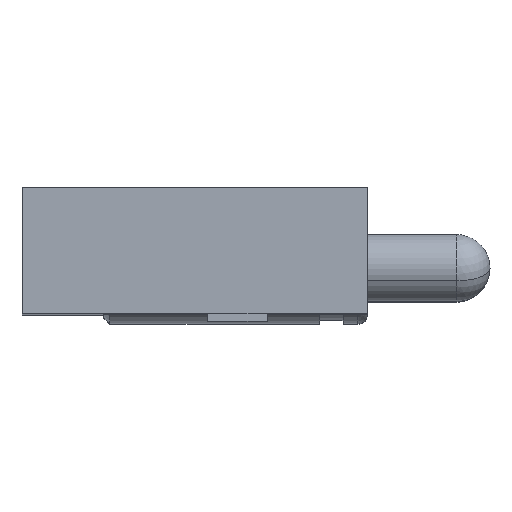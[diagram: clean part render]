
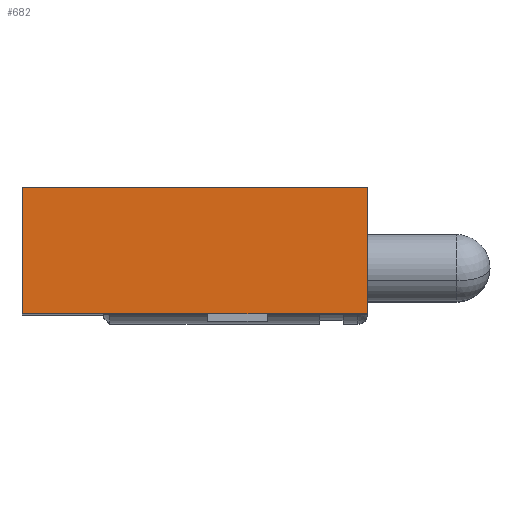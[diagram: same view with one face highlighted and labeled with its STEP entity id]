
A CAD part, top view. The second image highlights one B-rep face of the part: STEP entity #682.
In plain terms, the highlighted planar face has unit normal (0, 0, 1).
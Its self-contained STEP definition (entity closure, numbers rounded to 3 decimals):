
#48 = CARTESIAN_POINT ( 'NONE',  ( -4.65, 1.7, 4.95 ) ) ;
#92 = VECTOR ( 'NONE', #167, 1000. ) ;
#107 = CARTESIAN_POINT ( 'NONE',  ( -2.15, 0., 4.95 ) ) ;
#163 = PLANE ( 'NONE',  #1138 ) ;
#167 = DIRECTION ( 'NONE',  ( 0., -1., 0. ) ) ;
#183 = DIRECTION ( 'NONE',  ( -1., 0., 0. ) ) ;
#195 = CARTESIAN_POINT ( 'NONE',  ( -1.35, 0., 4.95 ) ) ;
#229 = EDGE_LOOP ( 'NONE', ( #308, #1610, #1275, #1157, #1113, #1190 ) ) ;
#243 = DIRECTION ( 'NONE',  ( 1., 0., 0. ) ) ;
#308 = ORIENTED_EDGE ( 'NONE', *, *, #909, .T. ) ;
#373 = CARTESIAN_POINT ( 'NONE',  ( 0., 0., 4.95 ) ) ;
#464 = VERTEX_POINT ( 'NONE', #1624 ) ;
#531 = CARTESIAN_POINT ( 'NONE',  ( 0., 1.7, 4.95 ) ) ;
#560 = DIRECTION ( 'NONE',  ( 1., 0., 0. ) ) ;
#591 = CARTESIAN_POINT ( 'NONE',  ( 0., 0., 4.95 ) ) ;
#635 = VERTEX_POINT ( 'NONE', #1153 ) ;
#662 = EDGE_CURVE ( 'NONE', #464, #1074, #1009, .T. ) ;
#668 = LINE ( 'NONE', #531, #1170 ) ;
#682 = ADVANCED_FACE ( 'NONE', ( #1583 ), #163, .F. ) ;
#710 = CARTESIAN_POINT ( 'NONE',  ( -4.65, 0., 4.95 ) ) ;
#743 = DIRECTION ( 'NONE',  ( -1., 0., 0. ) ) ;
#771 = LINE ( 'NONE', #1758, #875 ) ;
#839 = LINE ( 'NONE', #956, #1544 ) ;
#842 = EDGE_CURVE ( 'NONE', #1649, #635, #771, .T. ) ;
#875 = VECTOR ( 'NONE', #243, 1000. ) ;
#884 = CARTESIAN_POINT ( 'NONE',  ( -4.65, 0., 4.95 ) ) ;
#909 = EDGE_CURVE ( 'NONE', #635, #464, #668, .T. ) ;
#956 = CARTESIAN_POINT ( 'NONE',  ( 0., 0., 4.95 ) ) ;
#959 = EDGE_CURVE ( 'NONE', #1014, #1649, #839, .T. ) ;
#1009 = LINE ( 'NONE', #1017, #1569 ) ;
#1014 = VERTEX_POINT ( 'NONE', #107 ) ;
#1017 = CARTESIAN_POINT ( 'NONE',  ( -4.65, 1.7, 4.95 ) ) ;
#1073 = LINE ( 'NONE', #373, #1638 ) ;
#1074 = VERTEX_POINT ( 'NONE', #48 ) ;
#1113 = ORIENTED_EDGE ( 'NONE', *, *, #959, .T. ) ;
#1138 = AXIS2_PLACEMENT_3D ( 'NONE', #591, #1555, #183 ) ;
#1153 = CARTESIAN_POINT ( 'NONE',  ( 0., 0., 4.95 ) ) ;
#1157 = ORIENTED_EDGE ( 'NONE', *, *, #1209, .T. ) ;
#1170 = VECTOR ( 'NONE', #1404, 1000. ) ;
#1190 = ORIENTED_EDGE ( 'NONE', *, *, #842, .T. ) ;
#1209 = EDGE_CURVE ( 'NONE', #1764, #1014, #1073, .T. ) ;
#1275 = ORIENTED_EDGE ( 'NONE', *, *, #1525, .T. ) ;
#1404 = DIRECTION ( 'NONE',  ( 0., 1., 0. ) ) ;
#1468 = DIRECTION ( 'NONE',  ( 1., 0., 0. ) ) ;
#1525 = EDGE_CURVE ( 'NONE', #1074, #1764, #1577, .T. ) ;
#1544 = VECTOR ( 'NONE', #560, 1000. ) ;
#1555 = DIRECTION ( 'NONE',  ( 0., 0., -1. ) ) ;
#1569 = VECTOR ( 'NONE', #743, 1000. ) ;
#1577 = LINE ( 'NONE', #710, #92 ) ;
#1583 = FACE_OUTER_BOUND ( 'NONE', #229, .T. ) ;
#1610 = ORIENTED_EDGE ( 'NONE', *, *, #662, .T. ) ;
#1624 = CARTESIAN_POINT ( 'NONE',  ( 0., 1.7, 4.95 ) ) ;
#1638 = VECTOR ( 'NONE', #1468, 1000. ) ;
#1649 = VERTEX_POINT ( 'NONE', #195 ) ;
#1758 = CARTESIAN_POINT ( 'NONE',  ( 0., 0., 4.95 ) ) ;
#1764 = VERTEX_POINT ( 'NONE', #884 ) ;
